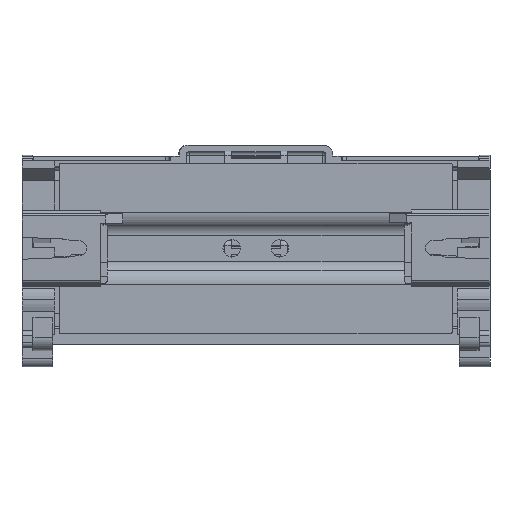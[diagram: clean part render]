
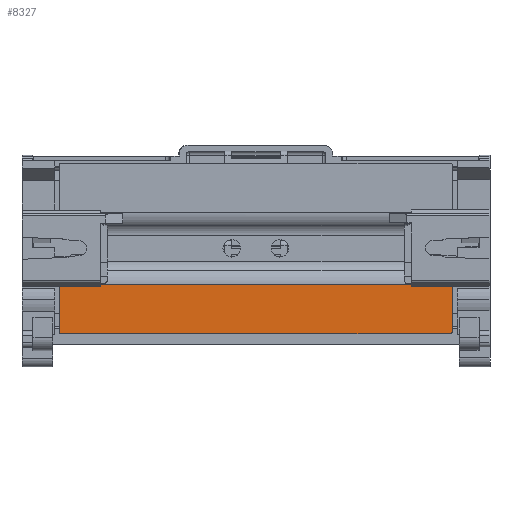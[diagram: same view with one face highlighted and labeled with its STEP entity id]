
A CAD part, top view. The second image highlights one B-rep face of the part: STEP entity #8327.
In plain terms, the highlighted face is planar.
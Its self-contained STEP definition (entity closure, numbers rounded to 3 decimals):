
#305 = ORIENTED_EDGE ( 'NONE', *, *, #15323, .F. ) ;
#401 = DIRECTION ( 'NONE',  ( 0., 0., -1. ) ) ;
#515 = CARTESIAN_POINT ( 'NONE',  ( 5.75, 89.9, -2.4 ) ) ;
#1767 = DIRECTION ( 'NONE',  ( 0., 0., 1. ) ) ;
#1928 = PLANE ( 'NONE',  #30961 ) ;
#2725 = CARTESIAN_POINT ( 'NONE',  ( 8.65, 89.9, -2.4 ) ) ;
#3404 = EDGE_CURVE ( 'NONE', #17379, #9084, #4401, .T. ) ;
#3578 = EDGE_CURVE ( 'NONE', #6114, #30659, #11553, .T. ) ;
#3993 = DIRECTION ( 'NONE',  ( 0., 1., 0. ) ) ;
#4112 = CARTESIAN_POINT ( 'NONE',  ( 8.65, 89.4, -2.4 ) ) ;
#4183 = AXIS2_PLACEMENT_3D ( 'NONE', #4112, #31662, #23756 ) ;
#4198 = CARTESIAN_POINT ( 'NONE',  ( 8.65, 0., -2.4 ) ) ;
#4401 = LINE ( 'NONE', #14460, #24500 ) ;
#4517 = CARTESIAN_POINT ( 'NONE',  ( 19., 89.9, -2.4 ) ) ;
#5944 = AXIS2_PLACEMENT_3D ( 'NONE', #17735, #401, #15420 ) ;
#6114 = VERTEX_POINT ( 'NONE', #7737 ) ;
#6235 = CARTESIAN_POINT ( 'NONE',  ( 19.5, 89.4, -2.4 ) ) ;
#6642 = CARTESIAN_POINT ( 'NONE',  ( 19.5, 0.5, -2.4 ) ) ;
#7317 = CARTESIAN_POINT ( 'NONE',  ( 5.75, 0., -2.4 ) ) ;
#7329 = CIRCLE ( 'NONE', #4183, 0.5 ) ;
#7737 = CARTESIAN_POINT ( 'NONE',  ( 8.177, 0.339, -2.4 ) ) ;
#7857 = ORIENTED_EDGE ( 'NONE', *, *, #3404, .T. ) ;
#8209 = VERTEX_POINT ( 'NONE', #4517 ) ;
#8327 = ADVANCED_FACE ( 'NONE', ( #12149 ), #1928, .F. ) ;
#8338 = VECTOR ( 'NONE', #30870, 1000. ) ;
#9084 = VERTEX_POINT ( 'NONE', #6642 ) ;
#9917 = VERTEX_POINT ( 'NONE', #2725 ) ;
#10941 = AXIS2_PLACEMENT_3D ( 'NONE', #12232, #22311, #15054 ) ;
#11553 = LINE ( 'NONE', #26436, #28686 ) ;
#11823 = DIRECTION ( 'NONE',  ( 1., 0., 0. ) ) ;
#12149 = FACE_OUTER_BOUND ( 'NONE', #22262, .T. ) ;
#12232 = CARTESIAN_POINT ( 'NONE',  ( 8.65, 0.5, -2.4 ) ) ;
#12600 = LINE ( 'NONE', #7317, #18632 ) ;
#12774 = ORIENTED_EDGE ( 'NONE', *, *, #13633, .T. ) ;
#13633 = EDGE_CURVE ( 'NONE', #28507, #25804, #12600, .T. ) ;
#14460 = CARTESIAN_POINT ( 'NONE',  ( 19.5, 89.9, -2.4 ) ) ;
#14666 = CIRCLE ( 'NONE', #10941, 0.5 ) ;
#14819 = CARTESIAN_POINT ( 'NONE',  ( 8.177, 89.561, -2.4 ) ) ;
#15054 = DIRECTION ( 'NONE',  ( 1., 0., 0. ) ) ;
#15197 = EDGE_CURVE ( 'NONE', #25804, #6114, #14666, .T. ) ;
#15323 = EDGE_CURVE ( 'NONE', #8209, #9917, #20817, .T. ) ;
#15420 = DIRECTION ( 'NONE',  ( 1., 0., 0. ) ) ;
#15885 = EDGE_CURVE ( 'NONE', #30659, #9917, #7329, .T. ) ;
#16296 = AXIS2_PLACEMENT_3D ( 'NONE', #23713, #26354, #31138 ) ;
#17379 = VERTEX_POINT ( 'NONE', #6235 ) ;
#17735 = CARTESIAN_POINT ( 'NONE',  ( 19., 0.5, -2.4 ) ) ;
#18632 = VECTOR ( 'NONE', #29780, 1000. ) ;
#18766 = ORIENTED_EDGE ( 'NONE', *, *, #3578, .T. ) ;
#20175 = CIRCLE ( 'NONE', #5944, 0.5 ) ;
#20817 = LINE ( 'NONE', #515, #8338 ) ;
#21652 = ORIENTED_EDGE ( 'NONE', *, *, #22906, .T. ) ;
#22228 = CARTESIAN_POINT ( 'NONE',  ( 5.75, 89.9, -2.4 ) ) ;
#22262 = EDGE_LOOP ( 'NONE', ( #12774, #31651, #18766, #31546, #305, #21652, #7857, #25528 ) ) ;
#22311 = DIRECTION ( 'NONE',  ( 0., 0., -1. ) ) ;
#22325 = CARTESIAN_POINT ( 'NONE',  ( 19., 0., -2.4 ) ) ;
#22385 = DIRECTION ( 'NONE',  ( 0., -1., 0. ) ) ;
#22906 = EDGE_CURVE ( 'NONE', #8209, #17379, #30543, .T. ) ;
#23713 = CARTESIAN_POINT ( 'NONE',  ( 19., 89.4, -2.4 ) ) ;
#23756 = DIRECTION ( 'NONE',  ( 1., 0., 0. ) ) ;
#24500 = VECTOR ( 'NONE', #22385, 1000. ) ;
#25528 = ORIENTED_EDGE ( 'NONE', *, *, #28223, .T. ) ;
#25804 = VERTEX_POINT ( 'NONE', #4198 ) ;
#26354 = DIRECTION ( 'NONE',  ( 0., 0., -1. ) ) ;
#26436 = CARTESIAN_POINT ( 'NONE',  ( 8.177, 89.9, -2.4 ) ) ;
#28223 = EDGE_CURVE ( 'NONE', #9084, #28507, #20175, .T. ) ;
#28507 = VERTEX_POINT ( 'NONE', #22325 ) ;
#28686 = VECTOR ( 'NONE', #3993, 1000. ) ;
#29780 = DIRECTION ( 'NONE',  ( -1., 0., 0. ) ) ;
#30543 = CIRCLE ( 'NONE', #16296, 0.5 ) ;
#30659 = VERTEX_POINT ( 'NONE', #14819 ) ;
#30870 = DIRECTION ( 'NONE',  ( -1., 0., 0. ) ) ;
#30961 = AXIS2_PLACEMENT_3D ( 'NONE', #22228, #1767, #11823 ) ;
#31138 = DIRECTION ( 'NONE',  ( 1., 0., 0. ) ) ;
#31546 = ORIENTED_EDGE ( 'NONE', *, *, #15885, .T. ) ;
#31651 = ORIENTED_EDGE ( 'NONE', *, *, #15197, .T. ) ;
#31662 = DIRECTION ( 'NONE',  ( 0., 0., -1. ) ) ;
